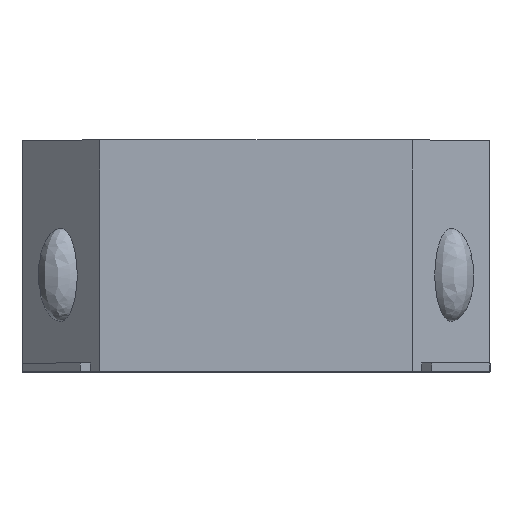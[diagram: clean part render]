
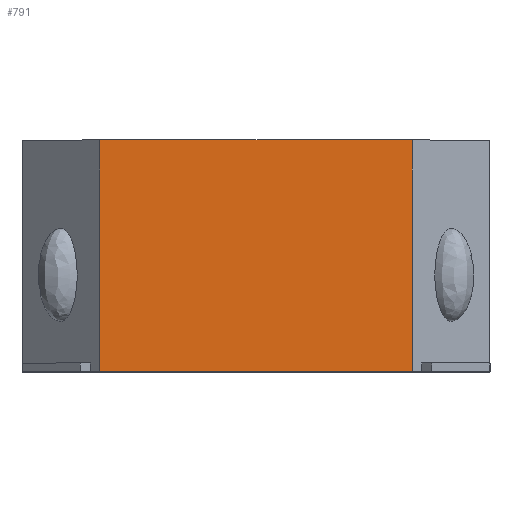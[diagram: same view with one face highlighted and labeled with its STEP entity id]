
A CAD part, top view. The second image highlights one B-rep face of the part: STEP entity #791.
In plain terms, the highlighted planar face has unit normal (0, 0, 1).
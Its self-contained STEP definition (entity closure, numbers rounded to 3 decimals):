
#167 = EDGE_CURVE ( 'NONE', #1397, #1405, #2842, .T. ) ;
#367 = ORIENTED_EDGE ( 'NONE', *, *, #633, .T. ) ;
#385 = VECTOR ( 'NONE', #493, 1000. ) ;
#493 = DIRECTION ( 'NONE',  ( -1., 0., 0. ) ) ;
#520 = DIRECTION ( 'NONE',  ( 0., 0., -1. ) ) ;
#633 = EDGE_CURVE ( 'NONE', #3573, #1397, #2870, .T. ) ;
#791 = ADVANCED_FACE ( 'NONE', ( #1519 ), #2482, .F. ) ;
#805 = DIRECTION ( 'NONE',  ( 0., -1., 0. ) ) ;
#910 = EDGE_CURVE ( 'NONE', #3734, #1405, #3515, .T. ) ;
#1017 = DIRECTION ( 'NONE',  ( 0., -1., 0. ) ) ;
#1035 = CARTESIAN_POINT ( 'NONE',  ( 2.836, 4.2, 4.25 ) ) ;
#1092 = ORIENTED_EDGE ( 'NONE', *, *, #910, .F. ) ;
#1118 = ORIENTED_EDGE ( 'NONE', *, *, #167, .T. ) ;
#1218 = VECTOR ( 'NONE', #3333, 1000. ) ;
#1287 = CARTESIAN_POINT ( 'NONE',  ( 2.836, 4.2, 4.25 ) ) ;
#1332 = AXIS2_PLACEMENT_3D ( 'NONE', #2832, #520, #2817 ) ;
#1397 = VERTEX_POINT ( 'NONE', #1921 ) ;
#1405 = VERTEX_POINT ( 'NONE', #1600 ) ;
#1466 = CARTESIAN_POINT ( 'NONE',  ( 2.836, 0., 4.25 ) ) ;
#1519 = FACE_OUTER_BOUND ( 'NONE', #2324, .T. ) ;
#1600 = CARTESIAN_POINT ( 'NONE',  ( -2.836, 0., 4.25 ) ) ;
#1818 = VECTOR ( 'NONE', #805, 1000. ) ;
#1921 = CARTESIAN_POINT ( 'NONE',  ( -2.836, 4.2, 4.25 ) ) ;
#1930 = LINE ( 'NONE', #3624, #2247 ) ;
#2109 = CARTESIAN_POINT ( 'NONE',  ( -2.836, 4.2, 4.25 ) ) ;
#2247 = VECTOR ( 'NONE', #1017, 1000. ) ;
#2324 = EDGE_LOOP ( 'NONE', ( #1092, #2755, #367, #1118 ) ) ;
#2482 = PLANE ( 'NONE',  #1332 ) ;
#2748 = CARTESIAN_POINT ( 'NONE',  ( 2.836, 0., 4.25 ) ) ;
#2755 = ORIENTED_EDGE ( 'NONE', *, *, #2795, .F. ) ;
#2795 = EDGE_CURVE ( 'NONE', #3573, #3734, #1930, .T. ) ;
#2817 = DIRECTION ( 'NONE',  ( 1., 0., 0. ) ) ;
#2832 = CARTESIAN_POINT ( 'NONE',  ( 2.836, 4.2, 4.25 ) ) ;
#2842 = LINE ( 'NONE', #2109, #1818 ) ;
#2870 = LINE ( 'NONE', #1035, #1218 ) ;
#3333 = DIRECTION ( 'NONE',  ( -1., 0., 0. ) ) ;
#3515 = LINE ( 'NONE', #1466, #385 ) ;
#3573 = VERTEX_POINT ( 'NONE', #1287 ) ;
#3624 = CARTESIAN_POINT ( 'NONE',  ( 2.836, 4.2, 4.25 ) ) ;
#3734 = VERTEX_POINT ( 'NONE', #2748 ) ;
